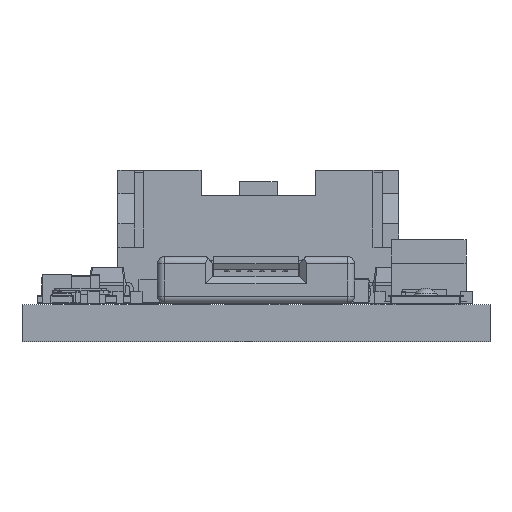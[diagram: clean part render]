
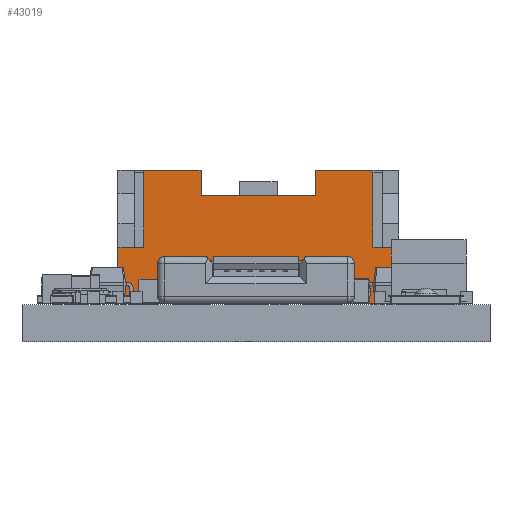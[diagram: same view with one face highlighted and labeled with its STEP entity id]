
A CAD part, front view. The second image highlights one B-rep face of the part: STEP entity #43019.
In plain terms, the highlighted face is planar.
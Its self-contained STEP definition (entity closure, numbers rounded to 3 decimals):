
#42953 = VERTEX_POINT('',#42954);
#42954 = CARTESIAN_POINT('',(-1.25,2.15,0.5));
#42962 = EDGE_CURVE('',#42953,#42963,#42965,.T.);
#42963 = VERTEX_POINT('',#42964);
#42964 = CARTESIAN_POINT('',(-0.75,2.15,0.5));
#42965 = LINE('',#42966,#42967);
#42966 = CARTESIAN_POINT('',(-6.,2.15,0.5));
#42967 = VECTOR('',#42968,1.);
#42968 = DIRECTION('',(1.,0.,0.));
#43019 = ADVANCED_FACE('',(#43020),#43269,.F.);
#43020 = FACE_BOUND('',#43021,.T.);
#43021 = EDGE_LOOP('',(#43022,#43032,#43040,#43048,#43056,#43064,#43072,
    #43080,#43086,#43087,#43095,#43103,#43111,#43119,#43127,#43135,
    #43143,#43151,#43159,#43167,#43175,#43183,#43191,#43199,#43207,
    #43215,#43223,#43231,#43239,#43247,#43255,#43263));
#43022 = ORIENTED_EDGE('',*,*,#43023,.F.);
#43023 = EDGE_CURVE('',#43024,#43026,#43028,.T.);
#43024 = VERTEX_POINT('',#43025);
#43025 = CARTESIAN_POINT('',(2.75,2.15,0.5));
#43026 = VERTEX_POINT('',#43027);
#43027 = CARTESIAN_POINT('',(3.25,2.15,0.5));
#43028 = LINE('',#43029,#43030);
#43029 = CARTESIAN_POINT('',(-6.,2.15,0.5));
#43030 = VECTOR('',#43031,1.);
#43031 = DIRECTION('',(1.,0.,0.));
#43032 = ORIENTED_EDGE('',*,*,#43033,.T.);
#43033 = EDGE_CURVE('',#43024,#43034,#43036,.T.);
#43034 = VERTEX_POINT('',#43035);
#43035 = CARTESIAN_POINT('',(2.75,2.15,0.));
#43036 = LINE('',#43037,#43038);
#43037 = CARTESIAN_POINT('',(2.75,2.15,5.7));
#43038 = VECTOR('',#43039,1.);
#43039 = DIRECTION('',(-0.,0.,-1.));
#43040 = ORIENTED_EDGE('',*,*,#43041,.F.);
#43041 = EDGE_CURVE('',#43042,#43034,#43044,.T.);
#43042 = VERTEX_POINT('',#43043);
#43043 = CARTESIAN_POINT('',(1.25,2.15,0.));
#43044 = LINE('',#43045,#43046);
#43045 = CARTESIAN_POINT('',(-6.,2.15,0.));
#43046 = VECTOR('',#43047,1.);
#43047 = DIRECTION('',(1.,0.,0.));
#43048 = ORIENTED_EDGE('',*,*,#43049,.F.);
#43049 = EDGE_CURVE('',#43050,#43042,#43052,.T.);
#43050 = VERTEX_POINT('',#43051);
#43051 = CARTESIAN_POINT('',(1.25,2.15,0.5));
#43052 = LINE('',#43053,#43054);
#43053 = CARTESIAN_POINT('',(1.25,2.15,5.7));
#43054 = VECTOR('',#43055,1.);
#43055 = DIRECTION('',(-0.,0.,-1.));
#43056 = ORIENTED_EDGE('',*,*,#43057,.F.);
#43057 = EDGE_CURVE('',#43058,#43050,#43060,.T.);
#43058 = VERTEX_POINT('',#43059);
#43059 = CARTESIAN_POINT('',(0.75,2.15,0.5));
#43060 = LINE('',#43061,#43062);
#43061 = CARTESIAN_POINT('',(-6.,2.15,0.5));
#43062 = VECTOR('',#43063,1.);
#43063 = DIRECTION('',(1.,0.,0.));
#43064 = ORIENTED_EDGE('',*,*,#43065,.T.);
#43065 = EDGE_CURVE('',#43058,#43066,#43068,.T.);
#43066 = VERTEX_POINT('',#43067);
#43067 = CARTESIAN_POINT('',(0.75,2.15,0.));
#43068 = LINE('',#43069,#43070);
#43069 = CARTESIAN_POINT('',(0.75,2.15,5.7));
#43070 = VECTOR('',#43071,1.);
#43071 = DIRECTION('',(-0.,0.,-1.));
#43072 = ORIENTED_EDGE('',*,*,#43073,.F.);
#43073 = EDGE_CURVE('',#43074,#43066,#43076,.T.);
#43074 = VERTEX_POINT('',#43075);
#43075 = CARTESIAN_POINT('',(-0.75,2.15,0.));
#43076 = LINE('',#43077,#43078);
#43077 = CARTESIAN_POINT('',(-6.,2.15,0.));
#43078 = VECTOR('',#43079,1.);
#43079 = DIRECTION('',(1.,0.,0.));
#43080 = ORIENTED_EDGE('',*,*,#43081,.F.);
#43081 = EDGE_CURVE('',#42963,#43074,#43082,.T.);
#43082 = LINE('',#43083,#43084);
#43083 = CARTESIAN_POINT('',(-0.75,2.15,5.7));
#43084 = VECTOR('',#43085,1.);
#43085 = DIRECTION('',(-0.,0.,-1.));
#43086 = ORIENTED_EDGE('',*,*,#42962,.F.);
#43087 = ORIENTED_EDGE('',*,*,#43088,.T.);
#43088 = EDGE_CURVE('',#42953,#43089,#43091,.T.);
#43089 = VERTEX_POINT('',#43090);
#43090 = CARTESIAN_POINT('',(-1.25,2.15,0.));
#43091 = LINE('',#43092,#43093);
#43092 = CARTESIAN_POINT('',(-1.25,2.15,5.7));
#43093 = VECTOR('',#43094,1.);
#43094 = DIRECTION('',(-0.,0.,-1.));
#43095 = ORIENTED_EDGE('',*,*,#43096,.F.);
#43096 = EDGE_CURVE('',#43097,#43089,#43099,.T.);
#43097 = VERTEX_POINT('',#43098);
#43098 = CARTESIAN_POINT('',(-2.75,2.15,0.));
#43099 = LINE('',#43100,#43101);
#43100 = CARTESIAN_POINT('',(-6.,2.15,0.));
#43101 = VECTOR('',#43102,1.);
#43102 = DIRECTION('',(1.,0.,0.));
#43103 = ORIENTED_EDGE('',*,*,#43104,.F.);
#43104 = EDGE_CURVE('',#43105,#43097,#43107,.T.);
#43105 = VERTEX_POINT('',#43106);
#43106 = CARTESIAN_POINT('',(-2.75,2.15,0.5));
#43107 = LINE('',#43108,#43109);
#43108 = CARTESIAN_POINT('',(-2.75,2.15,5.7));
#43109 = VECTOR('',#43110,1.);
#43110 = DIRECTION('',(-0.,0.,-1.));
#43111 = ORIENTED_EDGE('',*,*,#43112,.F.);
#43112 = EDGE_CURVE('',#43113,#43105,#43115,.T.);
#43113 = VERTEX_POINT('',#43114);
#43114 = CARTESIAN_POINT('',(-3.25,2.15,0.5));
#43115 = LINE('',#43116,#43117);
#43116 = CARTESIAN_POINT('',(-6.,2.15,0.5));
#43117 = VECTOR('',#43118,1.);
#43118 = DIRECTION('',(1.,0.,0.));
#43119 = ORIENTED_EDGE('',*,*,#43120,.T.);
#43120 = EDGE_CURVE('',#43113,#43121,#43123,.T.);
#43121 = VERTEX_POINT('',#43122);
#43122 = CARTESIAN_POINT('',(-3.25,2.15,0.));
#43123 = LINE('',#43124,#43125);
#43124 = CARTESIAN_POINT('',(-3.25,2.15,5.7));
#43125 = VECTOR('',#43126,1.);
#43126 = DIRECTION('',(-0.,0.,-1.));
#43127 = ORIENTED_EDGE('',*,*,#43128,.F.);
#43128 = EDGE_CURVE('',#43129,#43121,#43131,.T.);
#43129 = VERTEX_POINT('',#43130);
#43130 = CARTESIAN_POINT('',(-6.,2.15,0.));
#43131 = LINE('',#43132,#43133);
#43132 = CARTESIAN_POINT('',(-6.,2.15,0.));
#43133 = VECTOR('',#43134,1.);
#43134 = DIRECTION('',(1.,0.,0.));
#43135 = ORIENTED_EDGE('',*,*,#43136,.F.);
#43136 = EDGE_CURVE('',#43137,#43129,#43139,.T.);
#43137 = VERTEX_POINT('',#43138);
#43138 = CARTESIAN_POINT('',(-6.,2.15,2.4));
#43139 = LINE('',#43140,#43141);
#43140 = CARTESIAN_POINT('',(-6.,2.15,5.7));
#43141 = VECTOR('',#43142,1.);
#43142 = DIRECTION('',(-0.,0.,-1.));
#43143 = ORIENTED_EDGE('',*,*,#43144,.F.);
#43144 = EDGE_CURVE('',#43145,#43137,#43147,.T.);
#43145 = VERTEX_POINT('',#43146);
#43146 = CARTESIAN_POINT('',(-5.3,2.15,2.4));
#43147 = LINE('',#43148,#43149);
#43148 = CARTESIAN_POINT('',(-4.9,2.15,2.4));
#43149 = VECTOR('',#43150,1.);
#43150 = DIRECTION('',(-1.,0.,0.));
#43151 = ORIENTED_EDGE('',*,*,#43152,.F.);
#43152 = EDGE_CURVE('',#43153,#43145,#43155,.T.);
#43153 = VERTEX_POINT('',#43154);
#43154 = CARTESIAN_POINT('',(-4.9,2.15,2.4));
#43155 = LINE('',#43156,#43157);
#43156 = CARTESIAN_POINT('',(-4.9,2.15,2.4));
#43157 = VECTOR('',#43158,1.);
#43158 = DIRECTION('',(-1.,0.,0.));
#43159 = ORIENTED_EDGE('',*,*,#43160,.T.);
#43160 = EDGE_CURVE('',#43153,#43161,#43163,.T.);
#43161 = VERTEX_POINT('',#43162);
#43162 = CARTESIAN_POINT('',(-4.9,2.15,5.6));
#43163 = LINE('',#43164,#43165);
#43164 = CARTESIAN_POINT('',(-4.9,2.15,5.7));
#43165 = VECTOR('',#43166,1.);
#43166 = DIRECTION('',(0.,0.,1.));
#43167 = ORIENTED_EDGE('',*,*,#43168,.F.);
#43168 = EDGE_CURVE('',#43169,#43161,#43171,.T.);
#43169 = VERTEX_POINT('',#43170);
#43170 = CARTESIAN_POINT('',(-4.9,2.15,5.7));
#43171 = LINE('',#43172,#43173);
#43172 = CARTESIAN_POINT('',(-4.9,2.15,2.4));
#43173 = VECTOR('',#43174,1.);
#43174 = DIRECTION('',(-0.,0.,-1.));
#43175 = ORIENTED_EDGE('',*,*,#43176,.T.);
#43176 = EDGE_CURVE('',#43169,#43177,#43179,.T.);
#43177 = VERTEX_POINT('',#43178);
#43178 = CARTESIAN_POINT('',(-2.45,2.15,5.7));
#43179 = LINE('',#43180,#43181);
#43180 = CARTESIAN_POINT('',(-6.,2.15,5.7));
#43181 = VECTOR('',#43182,1.);
#43182 = DIRECTION('',(1.,0.,0.));
#43183 = ORIENTED_EDGE('',*,*,#43184,.T.);
#43184 = EDGE_CURVE('',#43177,#43185,#43187,.T.);
#43185 = VERTEX_POINT('',#43186);
#43186 = CARTESIAN_POINT('',(-2.45,2.15,4.6));
#43187 = LINE('',#43188,#43189);
#43188 = CARTESIAN_POINT('',(-2.45,2.15,5.7));
#43189 = VECTOR('',#43190,1.);
#43190 = DIRECTION('',(0.,0.,-1.));
#43191 = ORIENTED_EDGE('',*,*,#43192,.T.);
#43192 = EDGE_CURVE('',#43185,#43193,#43195,.T.);
#43193 = VERTEX_POINT('',#43194);
#43194 = CARTESIAN_POINT('',(2.45,2.15,4.6));
#43195 = LINE('',#43196,#43197);
#43196 = CARTESIAN_POINT('',(-2.45,2.15,4.6));
#43197 = VECTOR('',#43198,1.);
#43198 = DIRECTION('',(1.,0.,0.));
#43199 = ORIENTED_EDGE('',*,*,#43200,.T.);
#43200 = EDGE_CURVE('',#43193,#43201,#43203,.T.);
#43201 = VERTEX_POINT('',#43202);
#43202 = CARTESIAN_POINT('',(2.45,2.15,5.7));
#43203 = LINE('',#43204,#43205);
#43204 = CARTESIAN_POINT('',(2.45,2.15,5.7));
#43205 = VECTOR('',#43206,1.);
#43206 = DIRECTION('',(0.,0.,1.));
#43207 = ORIENTED_EDGE('',*,*,#43208,.T.);
#43208 = EDGE_CURVE('',#43201,#43209,#43211,.T.);
#43209 = VERTEX_POINT('',#43210);
#43210 = CARTESIAN_POINT('',(4.9,2.15,5.7));
#43211 = LINE('',#43212,#43213);
#43212 = CARTESIAN_POINT('',(-6.,2.15,5.7));
#43213 = VECTOR('',#43214,1.);
#43214 = DIRECTION('',(1.,0.,0.));
#43215 = ORIENTED_EDGE('',*,*,#43216,.T.);
#43216 = EDGE_CURVE('',#43209,#43217,#43219,.T.);
#43217 = VERTEX_POINT('',#43218);
#43218 = CARTESIAN_POINT('',(4.9,2.15,5.6));
#43219 = LINE('',#43220,#43221);
#43220 = CARTESIAN_POINT('',(4.9,2.15,2.4));
#43221 = VECTOR('',#43222,1.);
#43222 = DIRECTION('',(-0.,0.,-1.));
#43223 = ORIENTED_EDGE('',*,*,#43224,.T.);
#43224 = EDGE_CURVE('',#43217,#43225,#43227,.T.);
#43225 = VERTEX_POINT('',#43226);
#43226 = CARTESIAN_POINT('',(4.9,2.15,2.4));
#43227 = LINE('',#43228,#43229);
#43228 = CARTESIAN_POINT('',(4.9,2.15,5.7));
#43229 = VECTOR('',#43230,1.);
#43230 = DIRECTION('',(-0.,0.,-1.));
#43231 = ORIENTED_EDGE('',*,*,#43232,.T.);
#43232 = EDGE_CURVE('',#43225,#43233,#43235,.T.);
#43233 = VERTEX_POINT('',#43234);
#43234 = CARTESIAN_POINT('',(5.3,2.15,2.4));
#43235 = LINE('',#43236,#43237);
#43236 = CARTESIAN_POINT('',(4.9,2.15,2.4));
#43237 = VECTOR('',#43238,1.);
#43238 = DIRECTION('',(1.,0.,0.));
#43239 = ORIENTED_EDGE('',*,*,#43240,.T.);
#43240 = EDGE_CURVE('',#43233,#43241,#43243,.T.);
#43241 = VERTEX_POINT('',#43242);
#43242 = CARTESIAN_POINT('',(6.,2.15,2.4));
#43243 = LINE('',#43244,#43245);
#43244 = CARTESIAN_POINT('',(4.9,2.15,2.4));
#43245 = VECTOR('',#43246,1.);
#43246 = DIRECTION('',(1.,0.,0.));
#43247 = ORIENTED_EDGE('',*,*,#43248,.T.);
#43248 = EDGE_CURVE('',#43241,#43249,#43251,.T.);
#43249 = VERTEX_POINT('',#43250);
#43250 = CARTESIAN_POINT('',(6.,2.15,0.));
#43251 = LINE('',#43252,#43253);
#43252 = CARTESIAN_POINT('',(6.,2.15,5.7));
#43253 = VECTOR('',#43254,1.);
#43254 = DIRECTION('',(-0.,0.,-1.));
#43255 = ORIENTED_EDGE('',*,*,#43256,.F.);
#43256 = EDGE_CURVE('',#43257,#43249,#43259,.T.);
#43257 = VERTEX_POINT('',#43258);
#43258 = CARTESIAN_POINT('',(3.25,2.15,0.));
#43259 = LINE('',#43260,#43261);
#43260 = CARTESIAN_POINT('',(-6.,2.15,0.));
#43261 = VECTOR('',#43262,1.);
#43262 = DIRECTION('',(1.,0.,0.));
#43263 = ORIENTED_EDGE('',*,*,#43264,.F.);
#43264 = EDGE_CURVE('',#43026,#43257,#43265,.T.);
#43265 = LINE('',#43266,#43267);
#43266 = CARTESIAN_POINT('',(3.25,2.15,5.7));
#43267 = VECTOR('',#43268,1.);
#43268 = DIRECTION('',(-0.,0.,-1.));
#43269 = PLANE('',#43270);
#43270 = AXIS2_PLACEMENT_3D('',#43271,#43272,#43273);
#43271 = CARTESIAN_POINT('',(-6.,2.15,5.7));
#43272 = DIRECTION('',(0.,-1.,0.));
#43273 = DIRECTION('',(0.,0.,1.));
